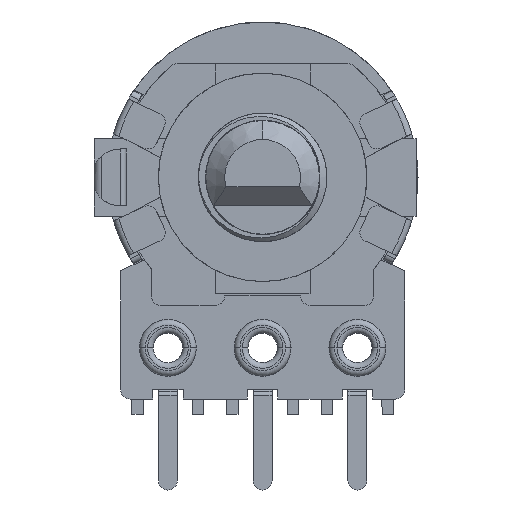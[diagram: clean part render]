
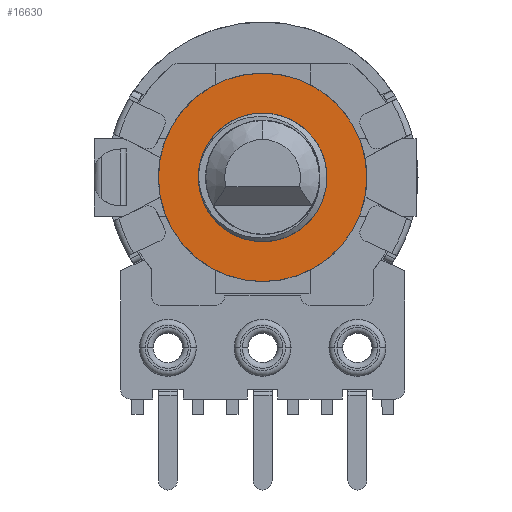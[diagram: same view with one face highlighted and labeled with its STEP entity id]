
A CAD part, front view. The second image highlights one B-rep face of the part: STEP entity #16630.
In plain terms, the highlighted face is planar.
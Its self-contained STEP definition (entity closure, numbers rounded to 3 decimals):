
#1337 = VERTEX_POINT ( 'NONE', #5980 ) ;
#1349 = VERTEX_POINT ( 'NONE', #5930 ) ;
#1402 = VERTEX_POINT ( 'NONE', #5990 ) ;
#1757 = CIRCLE ( 'NONE', #4792, 5.5 ) ;
#2997 = EDGE_LOOP ( 'NONE', ( #16063, #16061 ) ) ;
#3031 = EDGE_LOOP ( 'NONE', ( #16059, #16058, #16056 ) ) ;
#4411 = EDGE_CURVE ( 'NONE', #14266, #1337, #14893, .T. ) ;
#4576 = EDGE_CURVE ( 'NONE', #1349, #1402, #15037, .T. ) ;
#4651 = AXIS2_PLACEMENT_3D ( 'NONE', #13793, #13800, #13801 ) ;
#4733 = AXIS2_PLACEMENT_3D ( 'NONE', #14110, #13497, #13975 ) ;
#4792 = AXIS2_PLACEMENT_3D ( 'NONE', #8905, #8655, #8656 ) ;
#5892 = CARTESIAN_POINT ( 'NONE',  ( 0.155, -3.386, 4. ) ) ;
#5930 = CARTESIAN_POINT ( 'NONE',  ( -0.272, 3.008, 4. ) ) ;
#5980 = CARTESIAN_POINT ( 'NONE',  ( 0., 5.5, 4. ) ) ;
#5990 = CARTESIAN_POINT ( 'NONE',  ( 0., 3.02, 4. ) ) ;
#6455 = CARTESIAN_POINT ( 'NONE',  ( 0., 0., 4. ) ) ;
#6456 = PLANE ( 'NONE',  #9013 ) ;
#6465 = DIRECTION ( 'NONE',  ( 0., 0., -1. ) ) ;
#6466 = DIRECTION ( 'NONE',  ( 0., -1., 0. ) ) ;
#8295 = FACE_OUTER_BOUND ( 'NONE', #2997, .T. ) ;
#8301 = FACE_BOUND ( 'NONE', #3031, .T. ) ;
#8551 = CARTESIAN_POINT ( 'NONE',  ( -3.107, 0.669, 4. ) ) ;
#8557 = CARTESIAN_POINT ( 'NONE',  ( 0.155, -3.386, 4. ) ) ;
#8559 = CARTESIAN_POINT ( 'NONE',  ( -0.263, -3.373, 4. ) ) ;
#8560 = CARTESIAN_POINT ( 'NONE',  ( -0.67, -3.301, 4. ) ) ;
#8569 = CARTESIAN_POINT ( 'NONE',  ( -1.963, -2.672, 4. ) ) ;
#8580 = CARTESIAN_POINT ( 'NONE',  ( -0.054, -3.389, 4. ) ) ;
#8585 = CARTESIAN_POINT ( 'NONE',  ( 0.155, -3.386, 4. ) ) ;
#8586 = CARTESIAN_POINT ( 'NONE',  ( -0.684, 2.965, 4. ) ) ;
#8588 = CARTESIAN_POINT ( 'NONE',  ( 0., 3.02, 4. ) ) ;
#8589 = CARTESIAN_POINT ( 'NONE',  ( -1.083, 2.861, 4. ) ) ;
#8591 = CARTESIAN_POINT ( 'NONE',  ( -0.272, 3.008, 4. ) ) ;
#8592 = CARTESIAN_POINT ( 'NONE',  ( -0.481, 2.997, 4. ) ) ;
#8613 = CARTESIAN_POINT ( 'NONE',  ( -1.652, 2.605, 4. ) ) ;
#8616 = CARTESIAN_POINT ( 'NONE',  ( 2.535, 1.853, 4. ) ) ;
#8621 = CARTESIAN_POINT ( 'NONE',  ( -2.427, -2.254, 4. ) ) ;
#8622 = CARTESIAN_POINT ( 'NONE',  ( -3.031, -1.17, 4. ) ) ;
#8635 = CARTESIAN_POINT ( 'NONE',  ( -3.206, -0.153, 4. ) ) ;
#8642 = CARTESIAN_POINT ( 'NONE',  ( -2.68, -1.921, 4. ) ) ;
#8643 = CARTESIAN_POINT ( 'NONE',  ( -3.176, -0.565, 4. ) ) ;
#8655 = DIRECTION ( 'NONE',  ( 0., 0., -1. ) ) ;
#8656 = DIRECTION ( 'NONE',  ( 0., -1., 0. ) ) ;
#8681 = CARTESIAN_POINT ( 'NONE',  ( -1.797, -2.795, 4. ) ) ;
#8682 = CARTESIAN_POINT ( 'NONE',  ( -3.14, -0.772, 4. ) ) ;
#8691 = CARTESIAN_POINT ( 'NONE',  ( -3.152, 0.464, 4. ) ) ;
#8695 = CARTESIAN_POINT ( 'NONE',  ( -3.202, 0.053, 4. ) ) ;
#8710 = CARTESIAN_POINT ( 'NONE',  ( -1.445, -3.009, 4. ) ) ;
#8733 = CARTESIAN_POINT ( 'NONE',  ( 2.824, -1.663, 4. ) ) ;
#8751 = CARTESIAN_POINT ( 'NONE',  ( 0.414, 3.014, 4. ) ) ;
#8754 = CARTESIAN_POINT ( 'NONE',  ( 3.202, 0.343, 4. ) ) ;
#8755 = CARTESIAN_POINT ( 'NONE',  ( 2.198, -2.48, 4. ) ) ;
#8758 = CARTESIAN_POINT ( 'NONE',  ( 0.82, 2.946, 4. ) ) ;
#8759 = CARTESIAN_POINT ( 'NONE',  ( 1.021, 2.892, 4. ) ) ;
#8761 = CARTESIAN_POINT ( 'NONE',  ( 0.566, -3.335, 4. ) ) ;
#8763 = CARTESIAN_POINT ( 'NONE',  ( -2.709, 1.629, 4. ) ) ;
#8767 = CARTESIAN_POINT ( 'NONE',  ( -2.958, -1.362, 4. ) ) ;
#8777 = CARTESIAN_POINT ( 'NONE',  ( -0.869, -3.247, 4. ) ) ;
#8783 = CARTESIAN_POINT ( 'NONE',  ( -1.257, -3.101, 4. ) ) ;
#8815 = CARTESIAN_POINT ( 'NONE',  ( -1.827, 2.496, 4. ) ) ;
#8818 = CARTESIAN_POINT ( 'NONE',  ( 1.593, 2.65, 4. ) ) ;
#8837 = CARTESIAN_POINT ( 'NONE',  ( 0.209, 3.027, 4. ) ) ;
#8838 = CARTESIAN_POINT ( 'NONE',  ( -1.28, 2.788, 4. ) ) ;
#8868 = CARTESIAN_POINT ( 'NONE',  ( -2.915, 1.258, 4. ) ) ;
#8882 = CARTESIAN_POINT ( 'NONE',  ( 2.106, 2.297, 4. ) ) ;
#8903 = CARTESIAN_POINT ( 'NONE',  ( 1.941, 2.428, 4. ) ) ;
#8905 = CARTESIAN_POINT ( 'NONE',  ( 0., 0., 4. ) ) ;
#8922 = CARTESIAN_POINT ( 'NONE',  ( -2.306, 2.098, 4. ) ) ;
#8935 = CARTESIAN_POINT ( 'NONE',  ( 0.363, -3.37, 4. ) ) ;
#8939 = CARTESIAN_POINT ( 'NONE',  ( 2.919, -1.475, 4. ) ) ;
#8944 = CARTESIAN_POINT ( 'NONE',  ( 3.068, -1.09, 4. ) ) ;
#8945 = CARTESIAN_POINT ( 'NONE',  ( 3.124, -0.892, 4. ) ) ;
#8946 = CARTESIAN_POINT ( 'NONE',  ( 3.197, -0.484, 4. ) ) ;
#8949 = CARTESIAN_POINT ( 'NONE',  ( 1.71, -2.866, 4. ) ) ;
#8952 = CARTESIAN_POINT ( 'NONE',  ( 2.769, 1.511, 4. ) ) ;
#8953 = CARTESIAN_POINT ( 'NONE',  ( 2.403, 2.01, 4. ) ) ;
#8954 = CARTESIAN_POINT ( 'NONE',  ( 2.87, 1.326, 4. ) ) ;
#8958 = CARTESIAN_POINT ( 'NONE',  ( 1.409, 2.743, 4. ) ) ;
#8960 = CARTESIAN_POINT ( 'NONE',  ( 1.534, -2.973, 4. ) ) ;
#8962 = CARTESIAN_POINT ( 'NONE',  ( 3.213, -0.275, 4. ) ) ;
#8963 = CARTESIAN_POINT ( 'NONE',  ( 3.113, 0.758, 4. ) ) ;
#8965 = CARTESIAN_POINT ( 'NONE',  ( 0.964, -3.227, 4. ) ) ;
#8967 = CARTESIAN_POINT ( 'NONE',  ( 2.041, -2.62, 4. ) ) ;
#8972 = CARTESIAN_POINT ( 'NONE',  ( -2.154, 2.243, 4. ) ) ;
#8979 = CARTESIAN_POINT ( 'NONE',  ( 2.479, -2.176, 4. ) ) ;
#8988 = CARTESIAN_POINT ( 'NONE',  ( 2.604, -2.013, 4. ) ) ;
#9006 = CARTESIAN_POINT ( 'NONE',  ( 1.16, -3.154, 4. ) ) ;
#9013 = AXIS2_PLACEMENT_3D ( 'NONE', #6455, #6465, #6466 ) ;
#11654 = EDGE_CURVE ( 'NONE', #16884, #1402, #14572, .T. ) ;
#11658 = EDGE_CURVE ( 'NONE', #1349, #16884, #14534, .T. ) ;
#11705 = EDGE_CURVE ( 'NONE', #1337, #14266, #1757, .T. ) ;
#12763 = CARTESIAN_POINT ( 'NONE',  ( 0., -5.5, 4. ) ) ;
#13497 = DIRECTION ( 'NONE',  ( 0., 0., -1. ) ) ;
#13793 = CARTESIAN_POINT ( 'NONE',  ( 0., 0., 4. ) ) ;
#13800 = DIRECTION ( 'NONE',  ( 0., 0., -1. ) ) ;
#13801 = DIRECTION ( 'NONE',  ( 0., -1., 0. ) ) ;
#13975 = DIRECTION ( 'NONE',  ( 0., -1., 0. ) ) ;
#14110 = CARTESIAN_POINT ( 'NONE',  ( 0., 0., 4. ) ) ;
#14266 = VERTEX_POINT ( 'NONE', #12763 ) ;
#14534 = B_SPLINE_CURVE_WITH_KNOTS ( 'NONE', 3,
 ( #8591, #8592, #8586, #8589, #8838, #8613, #8815, #8972, #8922, #8763, #8868, #8551, #8691, #8695, #8635, #8643, #8682, #8622, #8767, #8642, #8621, #8569, #8681, #8710, #8783, #8777, #8560, #8559, #8580, #8585 ),
 .UNSPECIFIED., .F., .F.,
 ( 4, 2, 2, 2, 2, 2, 2, 2, 2, 2, 2, 2, 2, 2, 4 ),
 ( 0., 0.001, 0.001, 0.002, 0.002, 0.004, 0.004, 0.005, 0.006, 0.006, 0.007, 0.008, 0.009, 0.009, 0.01 ),
 .UNSPECIFIED. ) ;
#14572 = B_SPLINE_CURVE_WITH_KNOTS ( 'NONE', 3,
 ( #8557, #8935, #8761, #8965, #9006, #8960, #8949, #8967, #8755, #8979, #8988, #8733, #8939, #8944, #8945, #8946, #8962, #8754, #8963, #8954, #8952, #8616, #8953, #8882, #8903, #8818, #8958, #8759, #8758, #8751, #8837, #8588 ),
 .UNSPECIFIED., .F., .F.,
 ( 4, 2, 2, 2, 2, 2, 2, 2, 2, 2, 2, 2, 2, 2, 2, 4 ),
 ( 0., 0.001, 0.001, 0.002, 0.002, 0.003, 0.004, 0.004, 0.005, 0.006, 0.007, 0.007, 0.008, 0.009, 0.009, 0.01 ),
 .UNSPECIFIED. ) ;
#14893 = CIRCLE ( 'NONE', #4733, 5.5 ) ;
#15037 = CIRCLE ( 'NONE', #4651, 3.02 ) ;
#16056 = ORIENTED_EDGE ( 'NONE', *, *, #11654, .F. ) ;
#16058 = ORIENTED_EDGE ( 'NONE', *, *, #4576, .T. ) ;
#16059 = ORIENTED_EDGE ( 'NONE', *, *, #11658, .F. ) ;
#16061 = ORIENTED_EDGE ( 'NONE', *, *, #11705, .F. ) ;
#16063 = ORIENTED_EDGE ( 'NONE', *, *, #4411, .F. ) ;
#16630 = ADVANCED_FACE ( 'NONE', ( #8295, #8301 ), #6456, .F. ) ;
#16884 = VERTEX_POINT ( 'NONE', #5892 ) ;
